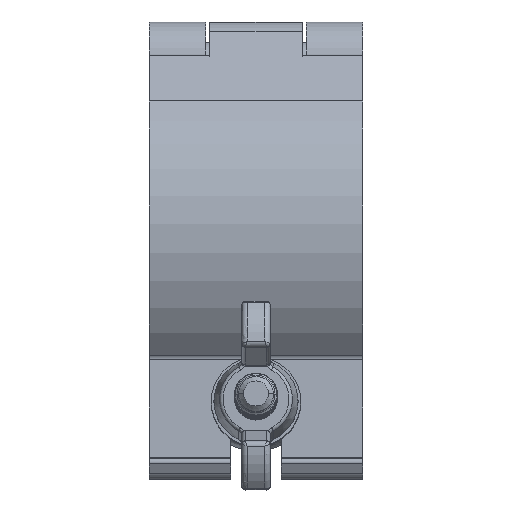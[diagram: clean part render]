
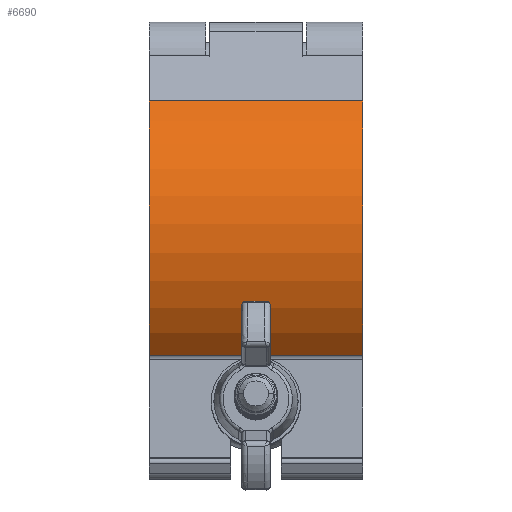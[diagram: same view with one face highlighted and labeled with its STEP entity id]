
A CAD part, front view. The second image highlights one B-rep face of the part: STEP entity #6690.
In plain terms, the highlighted cylindrical face has radius 24.6 mm (diameter 49.2 mm), a partial arc.
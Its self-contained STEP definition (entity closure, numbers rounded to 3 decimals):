
#81 = CYLINDRICAL_SURFACE ( 'NONE', #8276, 24.6 ) ;
#112 = DIRECTION ( 'NONE',  ( 1., 0., 0. ) ) ;
#188 = EDGE_CURVE ( 'NONE', #18938, #18285, #1363, .T. ) ;
#396 = AXIS2_PLACEMENT_3D ( 'NONE', #5454, #18449, #11914 ) ;
#842 = VECTOR ( 'NONE', #1560, 1000. ) ;
#875 = CARTESIAN_POINT ( 'NONE',  ( 6.765, 14.994, 14.95 ) ) ;
#959 = VERTEX_POINT ( 'NONE', #875 ) ;
#1363 = LINE ( 'NONE', #21001, #842 ) ;
#1560 = DIRECTION ( 'NONE',  ( 0., 0., -1. ) ) ;
#1792 = CARTESIAN_POINT ( 'NONE',  ( 6.765, 14.994, -14.95 ) ) ;
#1950 = EDGE_LOOP ( 'NONE', ( #7529, #4468, #10340, #6747 ) ) ;
#3248 = CARTESIAN_POINT ( 'NONE',  ( 24.515, -2.038, 14.95 ) ) ;
#4422 = FACE_OUTER_BOUND ( 'NONE', #1950, .T. ) ;
#4468 = ORIENTED_EDGE ( 'NONE', *, *, #10499, .F. ) ;
#4514 = CIRCLE ( 'NONE', #15256, 24.6 ) ;
#5412 = CARTESIAN_POINT ( 'NONE',  ( 24.515, -2.038, 14.95 ) ) ;
#5454 = CARTESIAN_POINT ( 'NONE',  ( 24.515, -2.038, -14.95 ) ) ;
#6422 = CARTESIAN_POINT ( 'NONE',  ( 6.765, 14.994, 14.95 ) ) ;
#6690 = ADVANCED_FACE ( 'NONE', ( #4422 ), #81, .T. ) ;
#6747 = ORIENTED_EDGE ( 'NONE', *, *, #188, .T. ) ;
#6837 = DIRECTION ( 'NONE',  ( -1., 0., 0. ) ) ;
#7529 = ORIENTED_EDGE ( 'NONE', *, *, #8823, .T. ) ;
#8276 = AXIS2_PLACEMENT_3D ( 'NONE', #5412, #15199, #6837 ) ;
#8291 = DIRECTION ( 'NONE',  ( 0., 0., 1. ) ) ;
#8703 = CARTESIAN_POINT ( 'NONE',  ( 42.47, 14.779, 14.95 ) ) ;
#8823 = EDGE_CURVE ( 'NONE', #18285, #10715, #10953, .T. ) ;
#10340 = ORIENTED_EDGE ( 'NONE', *, *, #18194, .F. ) ;
#10499 = EDGE_CURVE ( 'NONE', #959, #10715, #11389, .T. ) ;
#10715 = VERTEX_POINT ( 'NONE', #1792 ) ;
#10953 = CIRCLE ( 'NONE', #396, 24.6 ) ;
#11389 = LINE ( 'NONE', #6422, #14943 ) ;
#11914 = DIRECTION ( 'NONE',  ( 1., 0., 0. ) ) ;
#14943 = VECTOR ( 'NONE', #20751, 1000. ) ;
#15199 = DIRECTION ( 'NONE',  ( 0., 0., -1. ) ) ;
#15256 = AXIS2_PLACEMENT_3D ( 'NONE', #3248, #8291, #112 ) ;
#18194 = EDGE_CURVE ( 'NONE', #18938, #959, #4514, .T. ) ;
#18285 = VERTEX_POINT ( 'NONE', #19653 ) ;
#18449 = DIRECTION ( 'NONE',  ( 0., 0., 1. ) ) ;
#18938 = VERTEX_POINT ( 'NONE', #8703 ) ;
#19653 = CARTESIAN_POINT ( 'NONE',  ( 42.47, 14.779, -14.95 ) ) ;
#20751 = DIRECTION ( 'NONE',  ( 0., 0., -1. ) ) ;
#21001 = CARTESIAN_POINT ( 'NONE',  ( 42.47, 14.779, 14.95 ) ) ;
